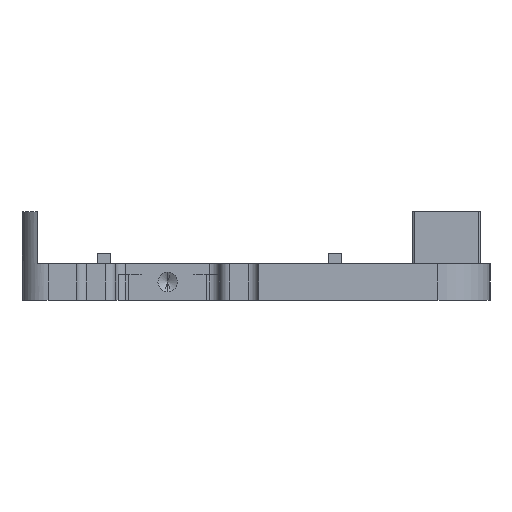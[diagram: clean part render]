
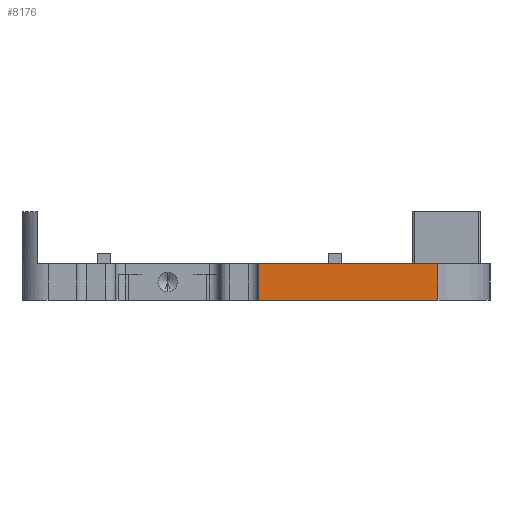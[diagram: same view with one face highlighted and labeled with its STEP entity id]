
A CAD part, left-side view. The second image highlights one B-rep face of the part: STEP entity #8176.
In plain terms, the highlighted planar face has unit normal (-1, 0, 0).
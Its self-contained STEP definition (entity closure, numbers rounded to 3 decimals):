
#420 = DIRECTION ( 'NONE',  ( 0., 0., 1. ) ) ;
#1726 = CARTESIAN_POINT ( 'NONE',  ( -314., -35., 7. ) ) ;
#2142 = VERTEX_POINT ( 'NONE', #13171 ) ;
#3394 = EDGE_LOOP ( 'NONE', ( #12307, #14838, #3872, #13804 ) ) ;
#3872 = ORIENTED_EDGE ( 'NONE', *, *, #6436, .T. ) ;
#4734 = DIRECTION ( 'NONE',  ( 0., -1., 0. ) ) ;
#4761 = CARTESIAN_POINT ( 'NONE',  ( -314., -0.5, 0. ) ) ;
#4843 = AXIS2_PLACEMENT_3D ( 'NONE', #17244, #20296, #20162 ) ;
#5598 = VECTOR ( 'NONE', #4734, 1000. ) ;
#6035 = VERTEX_POINT ( 'NONE', #4761 ) ;
#6436 = EDGE_CURVE ( 'NONE', #6035, #8540, #7742, .T. ) ;
#7742 = LINE ( 'NONE', #18390, #5598 ) ;
#8134 = VECTOR ( 'NONE', #16845, 1000. ) ;
#8176 = ADVANCED_FACE ( 'NONE', ( #8722 ), #15613, .F. ) ;
#8540 = VERTEX_POINT ( 'NONE', #13068 ) ;
#8722 = FACE_OUTER_BOUND ( 'NONE', #3394, .T. ) ;
#9168 = CARTESIAN_POINT ( 'NONE',  ( -314., -0.5, 0. ) ) ;
#10281 = LINE ( 'NONE', #13802, #8134 ) ;
#10783 = LINE ( 'NONE', #18121, #16345 ) ;
#12307 = ORIENTED_EDGE ( 'NONE', *, *, #21969, .F. ) ;
#13068 = CARTESIAN_POINT ( 'NONE',  ( -314., -35., 0. ) ) ;
#13171 = CARTESIAN_POINT ( 'NONE',  ( -314., -0.5, 7. ) ) ;
#13802 = CARTESIAN_POINT ( 'NONE',  ( -314., -35., 7. ) ) ;
#13804 = ORIENTED_EDGE ( 'NONE', *, *, #21180, .T. ) ;
#14838 = ORIENTED_EDGE ( 'NONE', *, *, #18436, .F. ) ;
#14891 = VECTOR ( 'NONE', #420, 1000. ) ;
#15613 = PLANE ( 'NONE',  #4843 ) ;
#15895 = DIRECTION ( 'NONE',  ( 0., -1., 0. ) ) ;
#16345 = VECTOR ( 'NONE', #15895, 1000. ) ;
#16504 = LINE ( 'NONE', #9168, #14891 ) ;
#16845 = DIRECTION ( 'NONE',  ( 0., 0., 1. ) ) ;
#17244 = CARTESIAN_POINT ( 'NONE',  ( -314., 45., 7. ) ) ;
#18121 = CARTESIAN_POINT ( 'NONE',  ( -314., 45., 7. ) ) ;
#18390 = CARTESIAN_POINT ( 'NONE',  ( -314., 45., 0. ) ) ;
#18436 = EDGE_CURVE ( 'NONE', #6035, #2142, #16504, .T. ) ;
#19961 = VERTEX_POINT ( 'NONE', #1726 ) ;
#20162 = DIRECTION ( 'NONE',  ( 0., 0., -1. ) ) ;
#20296 = DIRECTION ( 'NONE',  ( 1., 0., 0. ) ) ;
#21180 = EDGE_CURVE ( 'NONE', #8540, #19961, #10281, .T. ) ;
#21969 = EDGE_CURVE ( 'NONE', #2142, #19961, #10783, .T. ) ;
